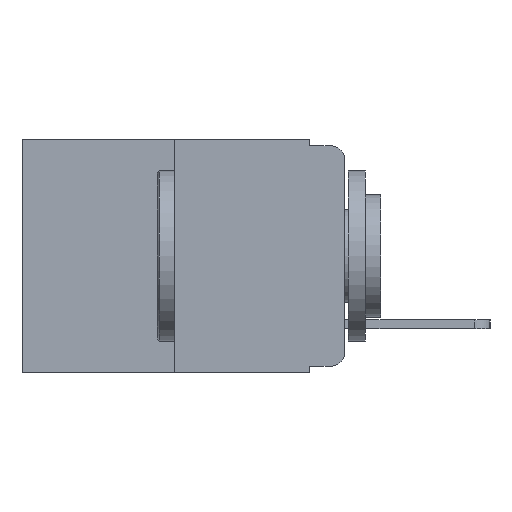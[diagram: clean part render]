
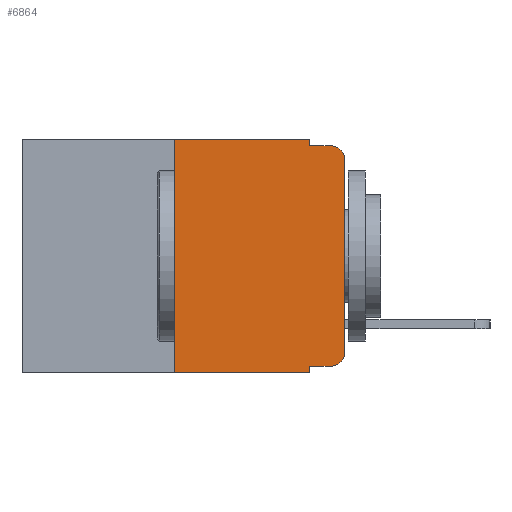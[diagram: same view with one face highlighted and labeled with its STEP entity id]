
A CAD part, left-side view. The second image highlights one B-rep face of the part: STEP entity #6864.
In plain terms, the highlighted planar face has unit normal (-1, 0, 0).
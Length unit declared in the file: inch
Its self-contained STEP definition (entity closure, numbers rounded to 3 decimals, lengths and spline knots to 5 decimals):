
#19 = EDGE_CURVE ( 'NONE', #1519, #11520, #9561, .T. ) ;
#135 = LINE ( 'NONE', #8983, #7869 ) ;
#219 = ORIENTED_EDGE ( 'NONE', *, *, #19, .T. ) ;
#453 = CARTESIAN_POINT ( 'NONE',  ( 0., 0.051, 0. ) ) ;
#561 = ORIENTED_EDGE ( 'NONE', *, *, #2096, .T. ) ;
#615 = DIRECTION ( 'NONE',  ( 0., 0., -1. ) ) ;
#642 = VECTOR ( 'NONE', #5894, 39.37008 ) ;
#719 = CARTESIAN_POINT ( 'NONE',  ( 0., 0.051, -0.343 ) ) ;
#871 = VERTEX_POINT ( 'NONE', #9730 ) ;
#1097 = VECTOR ( 'NONE', #4494, 39.37008 ) ;
#1433 = EDGE_CURVE ( 'NONE', #3984, #5163, #8025, .T. ) ;
#1496 = DIRECTION ( 'NONE',  ( -1., 0., 0. ) ) ;
#1518 = EDGE_CURVE ( 'NONE', #5163, #3256, #1855, .T. ) ;
#1519 = VERTEX_POINT ( 'NONE', #11162 ) ;
#1641 = EDGE_CURVE ( 'NONE', #871, #3256, #5984, .T. ) ;
#1721 = CARTESIAN_POINT ( 'NONE',  ( 0., 0.02, -0.01 ) ) ;
#1851 = EDGE_CURVE ( 'NONE', #3157, #871, #8972, .T. ) ;
#1855 = CIRCLE ( 'NONE', #8338, 0.02 ) ;
#1914 = EDGE_CURVE ( 'NONE', #1519, #10667, #135, .T. ) ;
#1975 = EDGE_CURVE ( 'NONE', #5245, #11520, #11715, .T. ) ;
#2038 = EDGE_CURVE ( 'NONE', #5245, #2349, #8572, .T. ) ;
#2096 = EDGE_CURVE ( 'NONE', #2349, #3984, #12142, .T. ) ;
#2142 = CARTESIAN_POINT ( 'NONE',  ( 0., 0.02, -0.333 ) ) ;
#2153 = CARTESIAN_POINT ( 'NONE',  ( 0., 0.051, 0. ) ) ;
#2349 = VERTEX_POINT ( 'NONE', #2142 ) ;
#2531 = EDGE_LOOP ( 'NONE', ( #5101, #7636, #10000, #2768, #5440, #10282, #219, #5743, #10532, #561 ) ) ;
#2679 = CARTESIAN_POINT ( 'NONE',  ( 0., 0.051, -0.01 ) ) ;
#2768 = ORIENTED_EDGE ( 'NONE', *, *, #1851, .F. ) ;
#3018 = DIRECTION ( 'NONE',  ( 0., 0., -1. ) ) ;
#3157 = VERTEX_POINT ( 'NONE', #453 ) ;
#3256 = VERTEX_POINT ( 'NONE', #1721 ) ;
#3532 = DIRECTION ( 'NONE',  ( -1., 0., 0. ) ) ;
#3561 = CARTESIAN_POINT ( 'NONE',  ( 0., 0.02, -0.313 ) ) ;
#3824 = DIRECTION ( 'NONE',  ( 0., 0., -1. ) ) ;
#3984 = VERTEX_POINT ( 'NONE', #10590 ) ;
#4494 = DIRECTION ( 'NONE',  ( 0., -1., 0. ) ) ;
#4520 = CARTESIAN_POINT ( 'NONE',  ( 0., 0., -0.03 ) ) ;
#4607 = VECTOR ( 'NONE', #9425, 39.37008 ) ;
#4714 = VECTOR ( 'NONE', #11002, 39.37008 ) ;
#5101 = ORIENTED_EDGE ( 'NONE', *, *, #1433, .T. ) ;
#5163 = VERTEX_POINT ( 'NONE', #4520 ) ;
#5245 = VERTEX_POINT ( 'NONE', #10207 ) ;
#5440 = ORIENTED_EDGE ( 'NONE', *, *, #8356, .F. ) ;
#5743 = ORIENTED_EDGE ( 'NONE', *, *, #1975, .F. ) ;
#5894 = DIRECTION ( 'NONE',  ( 0., -1., 0. ) ) ;
#5948 = CARTESIAN_POINT ( 'NONE',  ( 0., 0.051, -0.333 ) ) ;
#5984 = LINE ( 'NONE', #2679, #4714 ) ;
#6129 = VECTOR ( 'NONE', #8382, 39.37008 ) ;
#6679 = AXIS2_PLACEMENT_3D ( 'NONE', #12053, #6727, #615 ) ;
#6727 = DIRECTION ( 'NONE',  ( 1., 0., 0. ) ) ;
#6813 = LINE ( 'NONE', #7390, #1097 ) ;
#6864 = ADVANCED_FACE ( 'NONE', ( #6985 ), #8535, .F. ) ;
#6985 = FACE_OUTER_BOUND ( 'NONE', #2531, .T. ) ;
#7212 = DIRECTION ( 'NONE',  ( 0., 0., -1. ) ) ;
#7310 = CARTESIAN_POINT ( 'NONE',  ( 0., 0.051, 0. ) ) ;
#7390 = CARTESIAN_POINT ( 'NONE',  ( 0., 0.473, 0. ) ) ;
#7636 = ORIENTED_EDGE ( 'NONE', *, *, #1518, .T. ) ;
#7869 = VECTOR ( 'NONE', #8566, 39.37008 ) ;
#8025 = LINE ( 'NONE', #11382, #6129 ) ;
#8338 = AXIS2_PLACEMENT_3D ( 'NONE', #11367, #1496, #11301 ) ;
#8356 = EDGE_CURVE ( 'NONE', #10667, #3157, #6813, .T. ) ;
#8382 = DIRECTION ( 'NONE',  ( 0., 0., 1. ) ) ;
#8535 = PLANE ( 'NONE',  #6679 ) ;
#8566 = DIRECTION ( 'NONE',  ( 0., 0., 1. ) ) ;
#8572 = LINE ( 'NONE', #5948, #642 ) ;
#8714 = VECTOR ( 'NONE', #3018, 39.37008 ) ;
#8972 = LINE ( 'NONE', #2153, #8714 ) ;
#8983 = CARTESIAN_POINT ( 'NONE',  ( 0., 0.25, 0. ) ) ;
#9050 = AXIS2_PLACEMENT_3D ( 'NONE', #3561, #3532, #3824 ) ;
#9377 = VECTOR ( 'NONE', #7212, 39.37008 ) ;
#9425 = DIRECTION ( 'NONE',  ( 0., -1., 0. ) ) ;
#9561 = LINE ( 'NONE', #10583, #4607 ) ;
#9730 = CARTESIAN_POINT ( 'NONE',  ( 0., 0.051, -0.01 ) ) ;
#10000 = ORIENTED_EDGE ( 'NONE', *, *, #1641, .F. ) ;
#10207 = CARTESIAN_POINT ( 'NONE',  ( 0., 0.051, -0.333 ) ) ;
#10242 = CARTESIAN_POINT ( 'NONE',  ( 0., 0.25, 0. ) ) ;
#10282 = ORIENTED_EDGE ( 'NONE', *, *, #1914, .F. ) ;
#10532 = ORIENTED_EDGE ( 'NONE', *, *, #2038, .T. ) ;
#10583 = CARTESIAN_POINT ( 'NONE',  ( 0., 0.473, -0.343 ) ) ;
#10590 = CARTESIAN_POINT ( 'NONE',  ( 0., 0., -0.313 ) ) ;
#10667 = VERTEX_POINT ( 'NONE', #10242 ) ;
#11002 = DIRECTION ( 'NONE',  ( 0., -1., 0. ) ) ;
#11162 = CARTESIAN_POINT ( 'NONE',  ( 0., 0.25, -0.343 ) ) ;
#11301 = DIRECTION ( 'NONE',  ( 0., 0., -1. ) ) ;
#11367 = CARTESIAN_POINT ( 'NONE',  ( 0., 0.02, -0.03 ) ) ;
#11382 = CARTESIAN_POINT ( 'NONE',  ( 0., 0., 0. ) ) ;
#11520 = VERTEX_POINT ( 'NONE', #719 ) ;
#11715 = LINE ( 'NONE', #7310, #9377 ) ;
#12053 = CARTESIAN_POINT ( 'NONE',  ( 0., 0.473, 0. ) ) ;
#12142 = CIRCLE ( 'NONE', #9050, 0.02 ) ;
